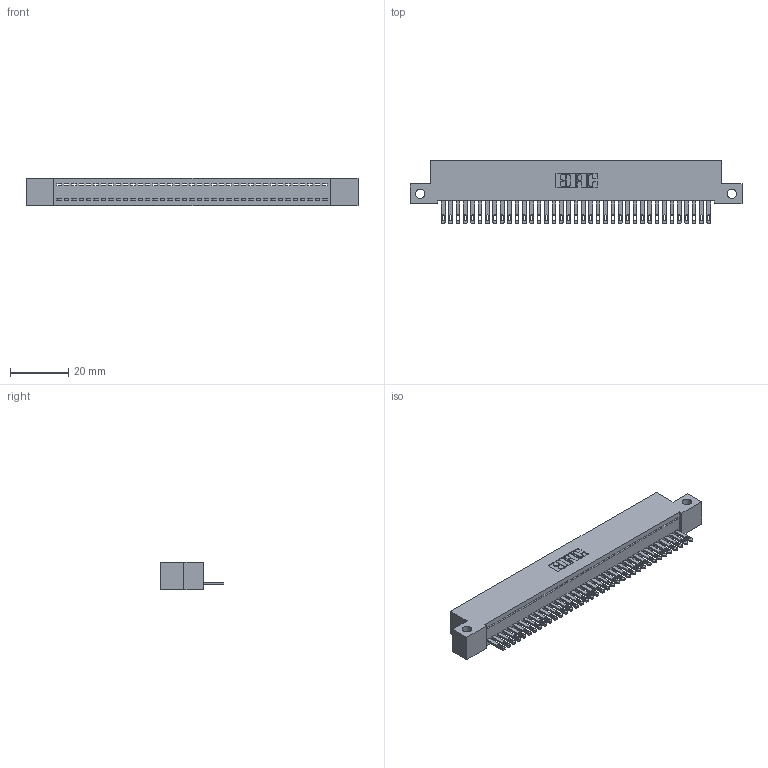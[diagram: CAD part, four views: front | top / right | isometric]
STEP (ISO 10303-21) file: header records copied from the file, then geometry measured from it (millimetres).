
FILE_DESCRIPTION (( 'STEP AP203' ), '1' );
FILE_NAME ('342-037-500-112.STEP', '2019-10-02T13:56:16', ( '' ), ( '' ), 'SwSTEP 2.0', 'SolidWorks 2016', '' );
FILE_SCHEMA (( 'CONFIG_CONTROL_DESIGN' ));
Length unit declared in the file: inch
Products named in the file (3): 342 Part_Side Mount; 345-292-001_345-293-100; 342-037-500-112
Assembly tree (38 placements, depth 2):
  342-037-500-112
    342 Part_Side Mount
    345-292-001_345-293-100  x37
Bounding box: 114.3 x 21.85 x 9.4 mm (x, y, z)
Volume: 9952.4 mm3; surface area: 14431 mm2
Topology: 38 solids, 38 shells, 2108 faces, 6515 edges, 4342 vertices
Faces by surface type: plane 1398, cylinder 710
Entity records: 23067 total; most frequent: CARTESIAN_POINT 3985, ORIENTED_EDGE 3958, DIRECTION 3373, EDGE_CURVE 1979, LINE 1847, VECTOR 1847, VERTEX_POINT 1318, AXIS2_PLACEMENT_3D 763
